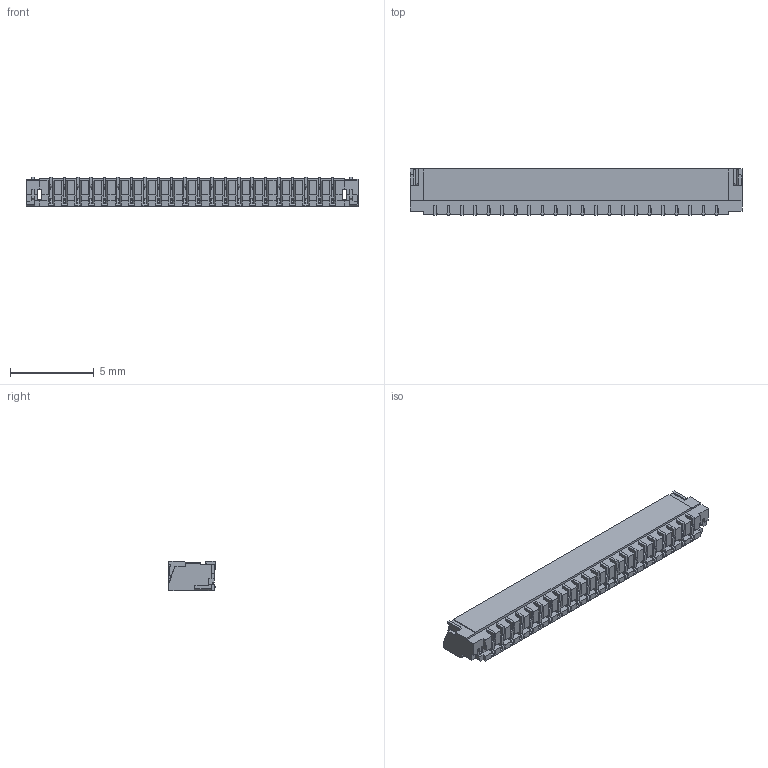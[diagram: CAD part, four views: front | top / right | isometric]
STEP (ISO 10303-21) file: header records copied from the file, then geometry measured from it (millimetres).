
FILE_DESCRIPTION (( 'STEP AP203' ), '1' );
FILE_NAME ('A0801M-22X-01-X.STEP', '2018-12-27T09:01:23', ( 'rd' ), ( 'Microsoft' ), 'SwSTEP 2.0', 'SolidWorks 2011', '' );
FILE_SCHEMA (( 'CONFIG_CONTROL_DESIGN' ));
Products named in the file (1): A0801M-22X-01-X
Bounding box: 19.8 x 2.75 x 1.75 mm (x, y, z)
Volume: 44.2 mm3; surface area: 354.2 mm2
Topology: 1 solids, 1 shells, 1813 faces, 5374 edges, 3450 vertices
Faces by surface type: plane 1355, cylinder 458
Entity records: 60093 total; most frequent: ORIENTED_EDGE 10748, CARTESIAN_POINT 10638, DIRECTION 9942, EDGE_CURVE 5374, VECTOR 4434, LINE 4434, VERTEX_POINT 3450, AXIS2_PLACEMENT_3D 2754
